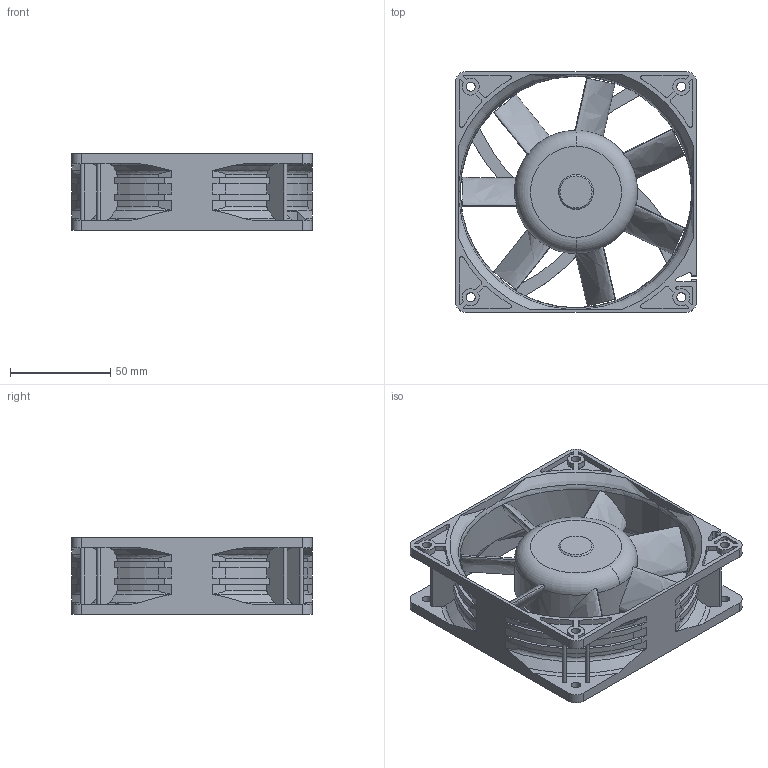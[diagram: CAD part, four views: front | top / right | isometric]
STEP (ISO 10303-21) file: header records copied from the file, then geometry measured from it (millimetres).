
FILE_DESCRIPTION((''),'2;1');
FILE_NAME('AFB1224GHEYNU_ASM','2022-02-24T19:09:25',('TIM.KT.LIU'),(''),'CREO PARAMETRIC BY PTC INC, 2020454','CREO PARAMETRIC BY PTC INC, 2020454','');
FILE_SCHEMA(('CONFIG_CONTROL_DESIGN'));
Length unit declared in the file: millimetre
Products named in the file (4): FRAME_2; IMPELLER_2; AFB12_3D_ASM_4_ASM; AFB1224GHEYNU_ASM
Assembly tree (3 placements, depth 3):
  AFB1224GHEYNU_ASM
    AFB12_3D_ASM_4_ASM
      FRAME_2
      IMPELLER_2
Bounding box: 120 x 120 x 38 mm (x, y, z)
Volume: 179636.9 mm3; surface area: 78622.8 mm2
Topology: 2 solids, 3 shells, 556 faces, 1675 edges, 1138 vertices
Faces by surface type: plane 238, cylinder 197, torus 70, cone 26, extrusion 25
Entity records: 21274 total; most frequent: CARTESIAN_POINT 5989, ORIENTED_EDGE 3350, DIRECTION 3076, EDGE_CURVE 1675, VERTEX_POINT 1138, AXIS2_PLACEMENT_3D 1132, VECTOR 812, LINE 787
